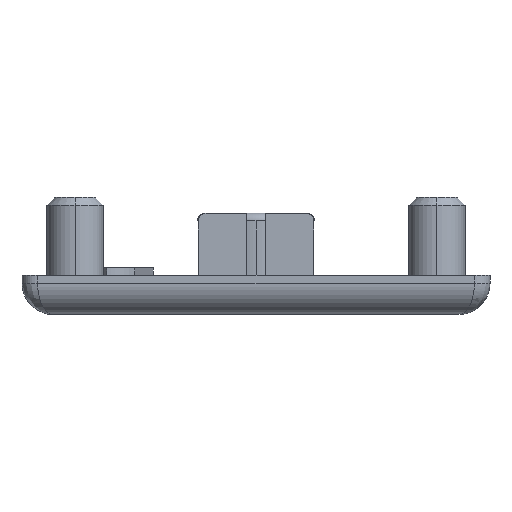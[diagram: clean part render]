
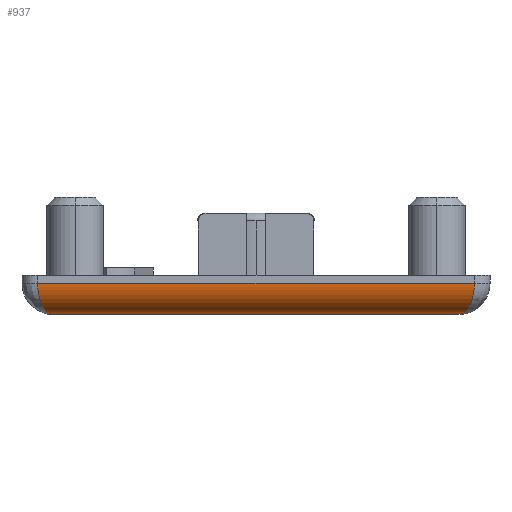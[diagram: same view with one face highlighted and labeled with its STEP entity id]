
A CAD part, left-side view. The second image highlights one B-rep face of the part: STEP entity #937.
In plain terms, the highlighted cylindrical face has radius 2 mm (diameter 4 mm), a partial arc.
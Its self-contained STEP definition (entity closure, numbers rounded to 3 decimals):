
#67 =( BOUNDED_CURVE ( )  B_SPLINE_CURVE ( 3, ( #2924, #2925, #2939, #2940 ),
 .UNSPECIFIED., .F., .F. ) 
 B_SPLINE_CURVE_WITH_KNOTS ( ( 4, 4 ),
 ( 4.712, 6.283 ),
 .UNSPECIFIED. ) 
 CURVE ( )  GEOMETRIC_REPRESENTATION_ITEM ( )  RATIONAL_B_SPLINE_CURVE ( ( 1., 0.805, 0.805, 1. ) ) 
 REPRESENTATION_ITEM ( '' )  );
#68 =( BOUNDED_CURVE ( )  B_SPLINE_CURVE ( 3, ( #2934, #2937, #2943, #2944 ),
 .UNSPECIFIED., .F., .F. ) 
 B_SPLINE_CURVE_WITH_KNOTS ( ( 4, 4 ),
 ( 4.712, 6.283 ),
 .UNSPECIFIED. ) 
 CURVE ( )  GEOMETRIC_REPRESENTATION_ITEM ( )  RATIONAL_B_SPLINE_CURVE ( ( 1., 0.805, 0.805, 1. ) ) 
 REPRESENTATION_ITEM ( '' )  );
#211 = CARTESIAN_POINT ( 'NONE',  ( -15., -14., 2. ) ) ;
#237 = CARTESIAN_POINT ( 'NONE',  ( -13., 13., 0. ) ) ;
#253 = CARTESIAN_POINT ( 'NONE',  ( -13., -13., 0. ) ) ;
#254 = CARTESIAN_POINT ( 'NONE',  ( -15., 14., 2. ) ) ;
#779 = VERTEX_POINT ( 'NONE', #211 ) ;
#805 = VERTEX_POINT ( 'NONE', #237 ) ;
#821 = VERTEX_POINT ( 'NONE', #253 ) ;
#822 = VERTEX_POINT ( 'NONE', #254 ) ;
#937 = ADVANCED_FACE ( 'NONE', ( #1847 ), #1851, .T. ) ;
#975 = ORIENTED_EDGE ( 'NONE', *, *, #1143, .F. ) ;
#984 = ORIENTED_EDGE ( 'NONE', *, *, #1270, .T. ) ;
#987 = ORIENTED_EDGE ( 'NONE', *, *, #1271, .F. ) ;
#988 = ORIENTED_EDGE ( 'NONE', *, *, #1132, .F. ) ;
#1132 = EDGE_CURVE ( 'NONE', #822, #779, #1975, .T. ) ;
#1143 = EDGE_CURVE ( 'NONE', #821, #805, #1999, .T. ) ;
#1270 = EDGE_CURVE ( 'NONE', #821, #779, #67, .T. ) ;
#1271 = EDGE_CURVE ( 'NONE', #805, #822, #68, .T. ) ;
#1353 = AXIS2_PLACEMENT_3D ( 'NONE', #2157, #2155, #2153 ) ;
#1847 = FACE_OUTER_BOUND ( 'NONE', #3331, .T. ) ;
#1851 = CYLINDRICAL_SURFACE ( 'NONE', #1353, 2. ) ;
#1975 = LINE ( 'NONE', #2535, #1980 ) ;
#1980 = VECTOR ( 'NONE', #2543, 1000. ) ;
#1999 = LINE ( 'NONE', #2563, #2002 ) ;
#2002 = VECTOR ( 'NONE', #2564, 1000. ) ;
#2153 = DIRECTION ( 'NONE',  ( 0., 0., -1. ) ) ;
#2155 = DIRECTION ( 'NONE',  ( 0., -1., 0. ) ) ;
#2157 = CARTESIAN_POINT ( 'NONE',  ( -13., -15., 2. ) ) ;
#2535 = CARTESIAN_POINT ( 'NONE',  ( -15., -15., 2. ) ) ;
#2543 = DIRECTION ( 'NONE',  ( 0., -1., 0. ) ) ;
#2563 = CARTESIAN_POINT ( 'NONE',  ( -13., 15., 0. ) ) ;
#2564 = DIRECTION ( 'NONE',  ( 0., 1., 0. ) ) ;
#2924 = CARTESIAN_POINT ( 'NONE',  ( -13., -13., 0. ) ) ;
#2925 = CARTESIAN_POINT ( 'NONE',  ( -14.172, -13.586, 0. ) ) ;
#2934 = CARTESIAN_POINT ( 'NONE',  ( -13., 13., 0. ) ) ;
#2937 = CARTESIAN_POINT ( 'NONE',  ( -14.172, 13.586, 0. ) ) ;
#2939 = CARTESIAN_POINT ( 'NONE',  ( -15., -14., 0.828 ) ) ;
#2940 = CARTESIAN_POINT ( 'NONE',  ( -15., -14., 2. ) ) ;
#2943 = CARTESIAN_POINT ( 'NONE',  ( -15., 14., 0.828 ) ) ;
#2944 = CARTESIAN_POINT ( 'NONE',  ( -15., 14., 2. ) ) ;
#3331 = EDGE_LOOP ( 'NONE', ( #984, #988, #987, #975 ) ) ;
